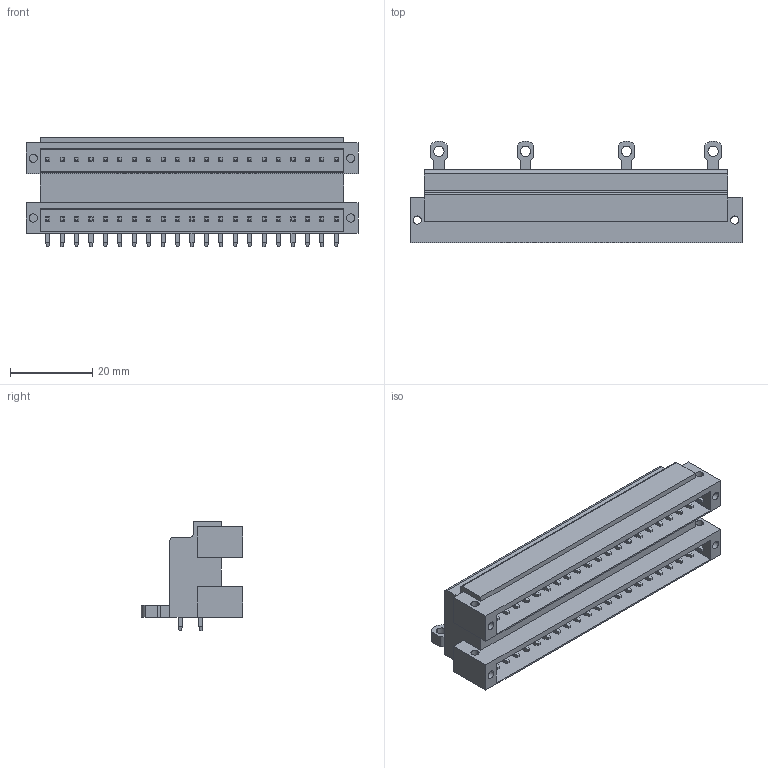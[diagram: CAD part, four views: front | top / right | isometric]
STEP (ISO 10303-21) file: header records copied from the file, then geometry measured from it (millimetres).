
FILE_DESCRIPTION(('CATIA V5 STEP Exchange','CAx-IF Rec.Pracs.--- Model Styling and Organization---1.2---2011-12-15'),'2;1');
FILE_NAME ('D1453982_0_1634000000_1634000000.stp','2018-11-10T04:59:06+00:00',('none'),('Weidmueller'),'CATIA Version 5-6 Release 2014','CATIA V5 STEP AP214','none');
FILE_SCHEMA(('AUTOMOTIVE_DESIGN { 1 0 10303 214 1 1 1 1 }'));
Length unit declared in the file: millimetre
Products named in the file (1): 1634000000
Bounding box: 80.5 x 24.7 x 26.5 mm (x, y, z)
Volume: 20681.1 mm3; surface area: 17902 mm2
Topology: 43 solids, 43 shells, 1023 faces, 2457 edges, 1526 vertices
Faces by surface type: plane 980, cylinder 43
Entity records: 25351 total; most frequent: ORIENTED_EDGE 4914, CARTESIAN_POINT 4668, DIRECTION 2817, EDGE_CURVE 2457, VECTOR 2035, LINE 2035, VERTEX_POINT 1526, EDGE_LOOP 1129
